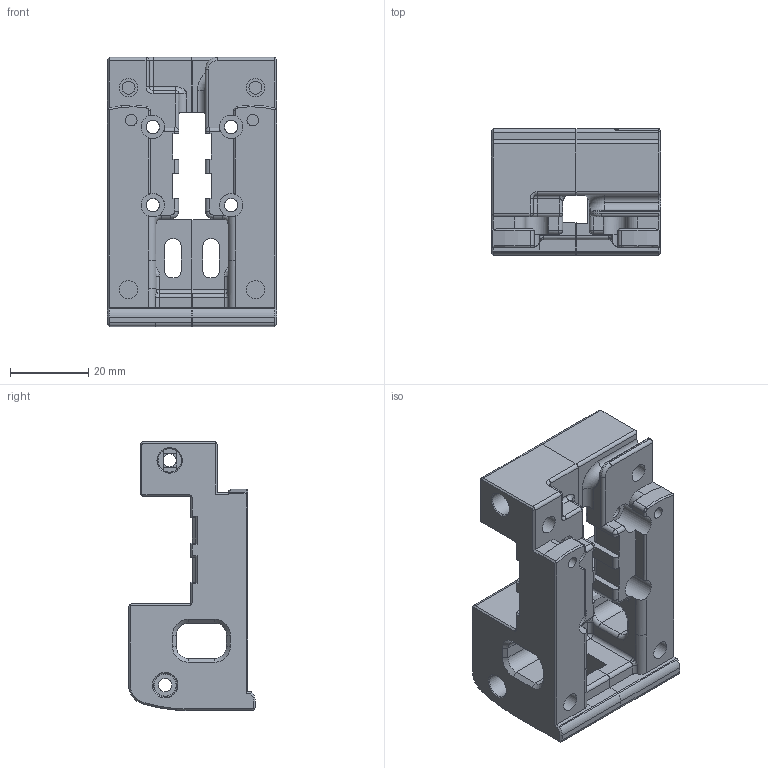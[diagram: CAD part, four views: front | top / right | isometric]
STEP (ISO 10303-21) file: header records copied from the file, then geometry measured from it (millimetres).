
FILE_DESCRIPTION(/* description */ (''),/* implementation_level */ '2;1');
FILE_NAME(/* name */ 'Euclid_CW2_MGN12.step',/* time_stamp */ '2022-08-18T13:53:33-05:00',/* author */ (''),/* organization */ (''),/* preprocessor_version */ 'ST-DEVELOPER v19',/* originating_system */ 'Autodesk Translation Framework v11.7.0.108',/* authorisation */ '');
FILE_SCHEMA (('AUTOMOTIVE_DESIGN { 1 0 10303 214 3 1 1 }'));
Length unit declared in the file: millimetre
Products named in the file (3): Euclid_CW2_MGN12; Clockwork2_MGN12_Left; Clockwork2_MGN12_Right_M2.5
Assembly tree (2 placements, depth 2):
  Euclid_CW2_MGN12
    Clockwork2_MGN12_Left
    Clockwork2_MGN12_Right_M2.5
Bounding box: 43.2 x 32.4 x 68.75 mm (x, y, z)
Volume: 41856.8 mm3; surface area: 19097 mm2
Topology: 2 solids, 2 shells, 661 faces, 1799 edges, 1144 vertices
Faces by surface type: plane 387, cylinder 176, cone 39, torus 29, bspline 22, sphere 8
Full cylindrical faces by diameter (mm): 1.9 x2, 2 x2, 2.9 x2, 3.3 x2, 3.4 x8, 4.7 x4, 6 x6, 7 x1
Entity records: 23123 total; most frequent: CARTESIAN_POINT 6202, ORIENTED_EDGE 3590, DIRECTION 3474, EDGE_CURVE 1795, LINE 1232, VECTOR 1232, VERTEX_POINT 1144, AXIS2_PLACEMENT_3D 1121
